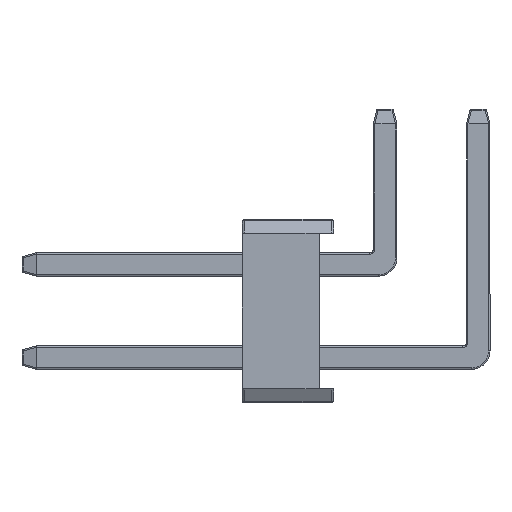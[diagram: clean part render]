
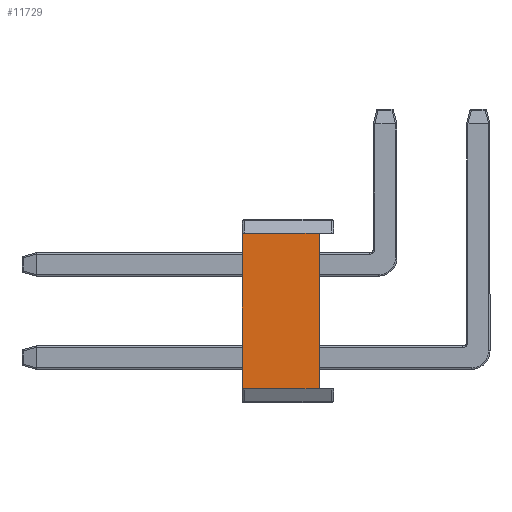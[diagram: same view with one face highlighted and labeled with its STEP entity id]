
A CAD part, left-side view. The second image highlights one B-rep face of the part: STEP entity #11729.
In plain terms, the highlighted planar face has unit normal (-1, 0, 0).
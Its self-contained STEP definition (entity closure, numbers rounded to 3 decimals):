
#344 = DIRECTION ( 'NONE',  ( -1., 0., 0. ) ) ;
#977 = DIRECTION ( 'NONE',  ( 0., -1., 0. ) ) ;
#1850 = DIRECTION ( 'NONE',  ( 0., 0., 1. ) ) ;
#2506 = EDGE_CURVE ( 'NONE', #23271, #33669, #19548, .T. ) ;
#2786 = CIRCLE ( 'NONE', #25835, 0.07 ) ;
#3318 = VECTOR ( 'NONE', #1850, 1000. ) ;
#4591 = AXIS2_PLACEMENT_3D ( 'NONE', #4646, #7411, #26721 ) ;
#4615 = ORIENTED_EDGE ( 'NONE', *, *, #2506, .T. ) ;
#4646 = CARTESIAN_POINT ( 'NONE',  ( -13.97, 1.25, -2.125 ) ) ;
#4870 = VECTOR ( 'NONE', #977, 1000. ) ;
#7288 = CARTESIAN_POINT ( 'NONE',  ( -13.97, -0.85, -2.125 ) ) ;
#7411 = DIRECTION ( 'NONE',  ( 1., 0., 0. ) ) ;
#7830 = EDGE_CURVE ( 'NONE', #15824, #23271, #34698, .T. ) ;
#10056 = DIRECTION ( 'NONE',  ( 0., 0., -1. ) ) ;
#10888 = VERTEX_POINT ( 'NONE', #19283 ) ;
#11209 = CARTESIAN_POINT ( 'NONE',  ( -13.97, -0.85, -2.125 ) ) ;
#11729 = ADVANCED_FACE ( 'NONE', ( #30987 ), #29375, .F. ) ;
#12133 = ORIENTED_EDGE ( 'NONE', *, *, #7830, .T. ) ;
#12155 = ORIENTED_EDGE ( 'NONE', *, *, #33420, .F. ) ;
#13817 = EDGE_LOOP ( 'NONE', ( #12155, #12133, #4615, #24296, #32689, #22927 ) ) ;
#14089 = LINE ( 'NONE', #7288, #27042 ) ;
#14129 = AXIS2_PLACEMENT_3D ( 'NONE', #31182, #14652, #33950 ) ;
#14652 = DIRECTION ( 'NONE',  ( -1., 0., 0. ) ) ;
#14819 = CARTESIAN_POINT ( 'NONE',  ( -13.97, 1.18, -2.125 ) ) ;
#15118 = VERTEX_POINT ( 'NONE', #23850 ) ;
#15139 = VECTOR ( 'NONE', #24637, 1000. ) ;
#15824 = VERTEX_POINT ( 'NONE', #25751 ) ;
#15959 = EDGE_CURVE ( 'NONE', #19681, #33669, #14089, .T. ) ;
#16728 = EDGE_CURVE ( 'NONE', #10888, #15118, #2786, .T. ) ;
#16856 = CARTESIAN_POINT ( 'NONE',  ( -13.97, 1.18, 2.055 ) ) ;
#19283 = CARTESIAN_POINT ( 'NONE',  ( -13.97, 1.18, 2.125 ) ) ;
#19548 = LINE ( 'NONE', #33997, #4870 ) ;
#19646 = DIRECTION ( 'NONE',  ( 0., 0., -1. ) ) ;
#19681 = VERTEX_POINT ( 'NONE', #28574 ) ;
#22462 = LINE ( 'NONE', #32848, #15139 ) ;
#22927 = ORIENTED_EDGE ( 'NONE', *, *, #16728, .T. ) ;
#23271 = VERTEX_POINT ( 'NONE', #14819 ) ;
#23850 = CARTESIAN_POINT ( 'NONE',  ( -13.97, 1.25, 2.055 ) ) ;
#24296 = ORIENTED_EDGE ( 'NONE', *, *, #15959, .F. ) ;
#24475 = LINE ( 'NONE', #34916, #3318 ) ;
#24637 = DIRECTION ( 'NONE',  ( 0., -1., 0. ) ) ;
#25751 = CARTESIAN_POINT ( 'NONE',  ( -13.97, 1.25, -2.055 ) ) ;
#25835 = AXIS2_PLACEMENT_3D ( 'NONE', #16856, #344, #19646 ) ;
#26721 = DIRECTION ( 'NONE',  ( 0., 0., -1. ) ) ;
#27042 = VECTOR ( 'NONE', #10056, 1000. ) ;
#28574 = CARTESIAN_POINT ( 'NONE',  ( -13.97, -0.85, 2.125 ) ) ;
#29375 = PLANE ( 'NONE',  #4591 ) ;
#30987 = FACE_OUTER_BOUND ( 'NONE', #13817, .T. ) ;
#31182 = CARTESIAN_POINT ( 'NONE',  ( -13.97, 1.18, -2.055 ) ) ;
#31486 = EDGE_CURVE ( 'NONE', #10888, #19681, #22462, .T. ) ;
#32689 = ORIENTED_EDGE ( 'NONE', *, *, #31486, .F. ) ;
#32848 = CARTESIAN_POINT ( 'NONE',  ( -13.97, 1.25, 2.125 ) ) ;
#33420 = EDGE_CURVE ( 'NONE', #15824, #15118, #24475, .T. ) ;
#33669 = VERTEX_POINT ( 'NONE', #11209 ) ;
#33950 = DIRECTION ( 'NONE',  ( 0., 0., -1. ) ) ;
#33997 = CARTESIAN_POINT ( 'NONE',  ( -13.97, 1.25, -2.125 ) ) ;
#34698 = CIRCLE ( 'NONE', #14129, 0.07 ) ;
#34916 = CARTESIAN_POINT ( 'NONE',  ( -13.97, 1.25, -2.125 ) ) ;
